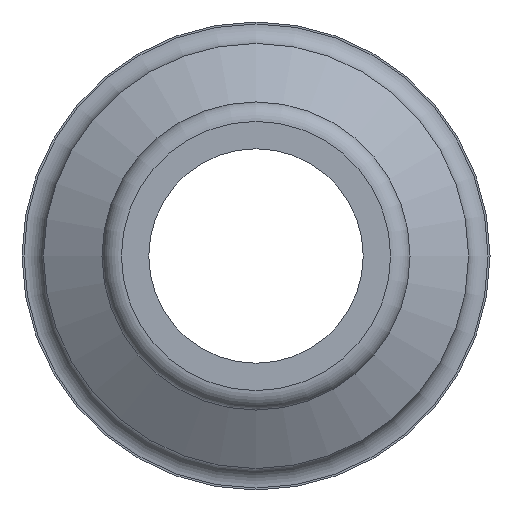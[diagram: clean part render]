
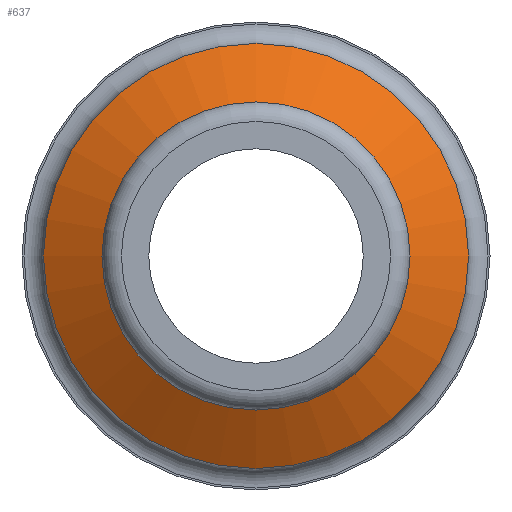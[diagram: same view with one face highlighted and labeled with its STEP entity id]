
A CAD part, left-side view. The second image highlights one B-rep face of the part: STEP entity #637.
In plain terms, the highlighted conical face has half-angle 60 degrees and reference radius 4.7 mm.
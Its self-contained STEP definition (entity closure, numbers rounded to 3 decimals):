
#45=LINE('',#1190,#60);
#60=VECTOR('',#968,4.7);
#71=CONICAL_SURFACE('',#753,4.7,1.047);
#95=FACE_OUTER_BOUND('',#134,.T.);
#134=EDGE_LOOP('',(#526,#527,#528,#529,#530,#531));
#186=CIRCLE('',#719,3.95);
#187=CIRCLE('',#720,3.95);
#211=CIRCLE('',#754,5.45);
#212=CIRCLE('',#755,5.45);
#267=VERTEX_POINT('',#1125);
#268=VERTEX_POINT('',#1126);
#289=VERTEX_POINT('',#1186);
#290=VERTEX_POINT('',#1187);
#348=EDGE_CURVE('',#267,#268,#186,.T.);
#349=EDGE_CURVE('',#268,#267,#187,.T.);
#377=EDGE_CURVE('',#289,#290,#211,.T.);
#378=EDGE_CURVE('',#290,#289,#212,.T.);
#379=EDGE_CURVE('',#290,#268,#45,.T.);
#526=ORIENTED_EDGE('',*,*,#377,.F.);
#527=ORIENTED_EDGE('',*,*,#378,.F.);
#528=ORIENTED_EDGE('',*,*,#379,.T.);
#529=ORIENTED_EDGE('',*,*,#349,.T.);
#530=ORIENTED_EDGE('',*,*,#348,.T.);
#531=ORIENTED_EDGE('',*,*,#379,.F.);
#637=ADVANCED_FACE('',(#95),#71,.T.);
#719=AXIS2_PLACEMENT_3D('',#1127,#890,#891);
#720=AXIS2_PLACEMENT_3D('',#1128,#892,#893);
#753=AXIS2_PLACEMENT_3D('',#1185,#962,#963);
#754=AXIS2_PLACEMENT_3D('',#1188,#964,#965);
#755=AXIS2_PLACEMENT_3D('',#1189,#966,#967);
#890=DIRECTION('center_axis',(1.,0.,0.));
#891=DIRECTION('ref_axis',(0.,0.,-1.));
#892=DIRECTION('center_axis',(1.,0.,0.));
#893=DIRECTION('ref_axis',(0.,0.,-1.));
#962=DIRECTION('center_axis',(1.,0.,0.));
#963=DIRECTION('ref_axis',(0.,1.,0.));
#964=DIRECTION('center_axis',(1.,0.,0.));
#965=DIRECTION('ref_axis',(0.,0.,-1.));
#966=DIRECTION('center_axis',(1.,0.,0.));
#967=DIRECTION('ref_axis',(0.,0.,-1.));
#968=DIRECTION('',(-0.5,0.866,0.));
#1125=CARTESIAN_POINT('',(8.2,3.95,0.));
#1126=CARTESIAN_POINT('',(8.2,-3.95,0.));
#1127=CARTESIAN_POINT('Origin',(8.2,0.,0.));
#1128=CARTESIAN_POINT('Origin',(8.2,0.,0.));
#1185=CARTESIAN_POINT('Origin',(8.633,0.,0.));
#1186=CARTESIAN_POINT('',(9.066,5.45,0.));
#1187=CARTESIAN_POINT('',(9.066,-5.45,0.));
#1188=CARTESIAN_POINT('Origin',(9.066,0.,0.));
#1189=CARTESIAN_POINT('Origin',(9.066,0.,0.));
#1190=CARTESIAN_POINT('',(8.633,-4.7,0.));
